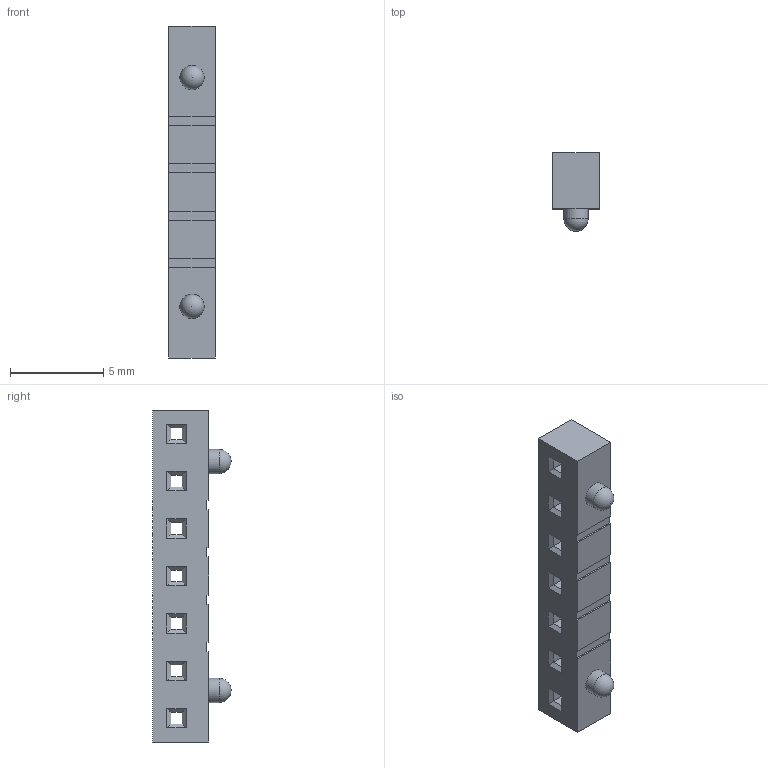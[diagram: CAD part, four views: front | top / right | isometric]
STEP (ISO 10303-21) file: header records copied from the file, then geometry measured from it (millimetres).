
FILE_DESCRIPTION(/* description */ (''),/* implementation_level */ '2;1');
FILE_NAME(/* name */ 'BG035-07X-1-0320-0180-0290-X-X_revD.step',/* time_stamp */ '2015-12-11T17:09:01+09:00',/* author */ (''),/* organization */ (''),/* preprocessor_version */ 'ST-DEVELOPER v16.2',/* originating_system */ 'Autodesk Translation Framework v4.3.0.2260',/* authorisation */ '');
FILE_SCHEMA (('AUTOMOTIVE_DESIGN { 1 0 10303 214 3 1 1 }'));
Length unit declared in the file: centimetre
Products named in the file (2): BG035-08X-1-0320-0180-0290-X-X_revD; BG035-insulator-8way
Assembly tree (1 placements, depth 2):
  BG035-08X-1-0320-0180-0290-X-X_revD
    BG035-insulator-8way
Bounding box: 2.5 x 4.2 x 17.78 mm (x, y, z)
Volume: 128.1 mm3; surface area: 256.3 mm2
Topology: 1 solids, 1 shells, 82 faces, 211 edges, 131 vertices
Faces by surface type: plane 78, cylinder 2, sphere 2
Full cylindrical faces by diameter (mm): 1.3 x2
Entity records: 2431 total; most frequent: CARTESIAN_POINT 417, ORIENTED_EDGE 408, DIRECTION 378, EDGE_CURVE 204, LINE 200, VECTOR 200, VERTEX_POINT 128, EDGE_LOOP 100
